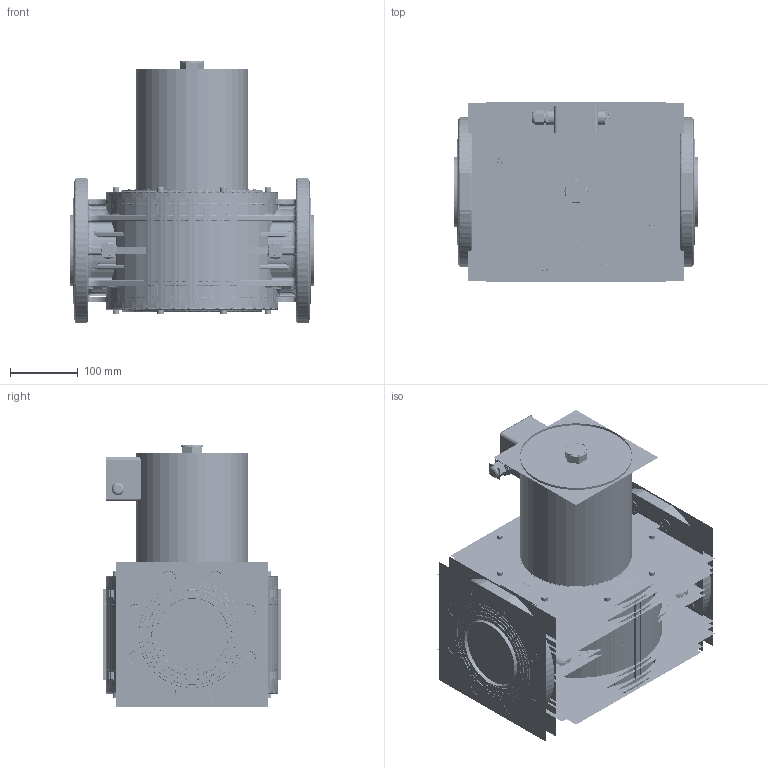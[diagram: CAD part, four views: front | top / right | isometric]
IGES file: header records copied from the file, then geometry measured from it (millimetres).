
Start section:  PTC IGES file: ev10_1bar.igs
Global section: file name: ev10_1bar.igs; native system: Creo Parametric by Parametric Technology Corporation; preprocessor: 2015030; author: Riccardo; organization: Unknown; date: 20160222.173949; units: millimetre
Bounding box: 359.84 x 264.16 x 385.89 mm (x, y, z)
Surface area: 9379470.6 mm2 (no closed solid volume)
Topology: 0 solids, 0 shells, 6852 faces, 88200 edges, 115636 vertices
Faces by surface type: revolution 4188, bspline 2664
